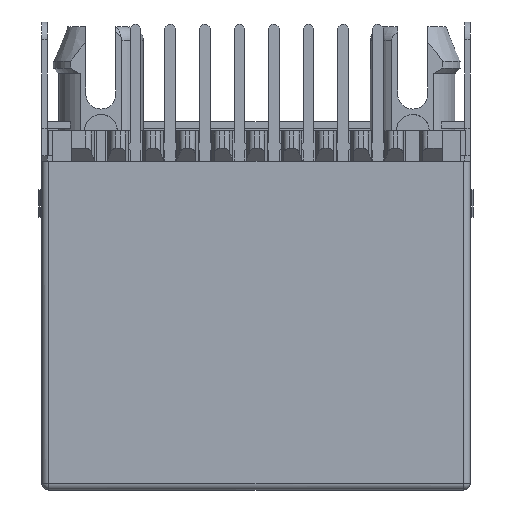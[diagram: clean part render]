
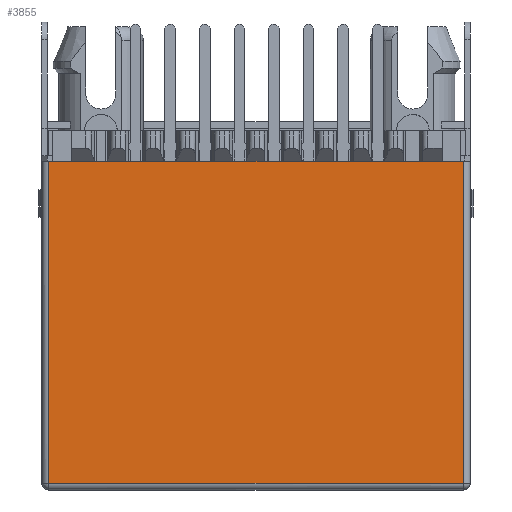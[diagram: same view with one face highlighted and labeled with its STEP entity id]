
A CAD part, front view. The second image highlights one B-rep face of the part: STEP entity #3855.
In plain terms, the highlighted planar face has unit normal (0, -1, 0).
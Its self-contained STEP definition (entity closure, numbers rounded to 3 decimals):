
#3832=AXIS2_PLACEMENT_3D('Plane Axis2P3D',#3829,#3830,#3831) ;
#3080=CARTESIAN_POINT('Line Origine',(-0.03,-0.51,5.24)) ;
#3084=CARTESIAN_POINT('Vertex',(-7.63,-0.51,5.24)) ;
#3086=CARTESIAN_POINT('Vertex',(7.57,-0.51,5.24)) ;
#3376=CARTESIAN_POINT('Vertex',(-7.63,-0.51,-6.56)) ;
#3588=CARTESIAN_POINT('Vertex',(7.57,-0.51,-6.56)) ;
#3829=CARTESIAN_POINT('Axis2P3D Location',(-0.03,-0.51,-0.66)) ;
#3834=CARTESIAN_POINT('Line Origine',(-0.03,-0.51,-6.56)) ;
#3839=CARTESIAN_POINT('Line Origine',(7.57,-0.51,-0.66)) ;
#3844=CARTESIAN_POINT('Line Origine',(-7.63,-0.51,-0.66)) ;
#3081=DIRECTION('Vector Direction',(1.,0.,0.)) ;
#3830=DIRECTION('Axis2P3D Direction',(0.,1.,0.)) ;
#3831=DIRECTION('Axis2P3D XDirection',(-1.,0.,0.)) ;
#3835=DIRECTION('Vector Direction',(-1.,0.,0.)) ;
#3840=DIRECTION('Vector Direction',(0.,0.,1.)) ;
#3845=DIRECTION('Vector Direction',(0.,0.,1.)) ;
#3082=VECTOR('Line Direction',#3081,1.) ;
#3836=VECTOR('Line Direction',#3835,1.) ;
#3841=VECTOR('Line Direction',#3840,1.) ;
#3846=VECTOR('Line Direction',#3845,1.) ;
#3850=ORIENTED_EDGE('',*,*,#3838,.F.) ;
#3851=ORIENTED_EDGE('',*,*,#3843,.T.) ;
#3852=ORIENTED_EDGE('',*,*,#3088,.F.) ;
#3853=ORIENTED_EDGE('',*,*,#3848,.F.) ;
#3855=ADVANCED_FACE('17\\MANIFOLD_SOLID_BREP #4319',(#3854),#3833,.F.) ;
#3088=EDGE_CURVE('',#3085,#3087,#3083,.T.) ;
#3838=EDGE_CURVE('',#3589,#3377,#3837,.T.) ;
#3843=EDGE_CURVE('',#3589,#3087,#3842,.T.) ;
#3848=EDGE_CURVE('',#3377,#3085,#3847,.T.) ;
#3849=EDGE_LOOP('',(#3850,#3851,#3852,#3853)) ;
#3854=FACE_OUTER_BOUND('',#3849,.T.) ;
#3083=LINE('Line',#3080,#3082) ;
#3837=LINE('Line',#3834,#3836) ;
#3842=LINE('Line',#3839,#3841) ;
#3847=LINE('Line',#3844,#3846) ;
#3833=PLANE('',#3832) ;
#3085=VERTEX_POINT('',#3084) ;
#3087=VERTEX_POINT('',#3086) ;
#3377=VERTEX_POINT('',#3376) ;
#3589=VERTEX_POINT('',#3588) ;
